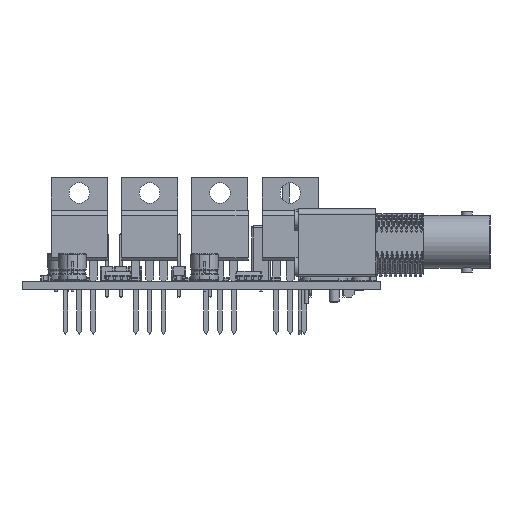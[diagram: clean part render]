
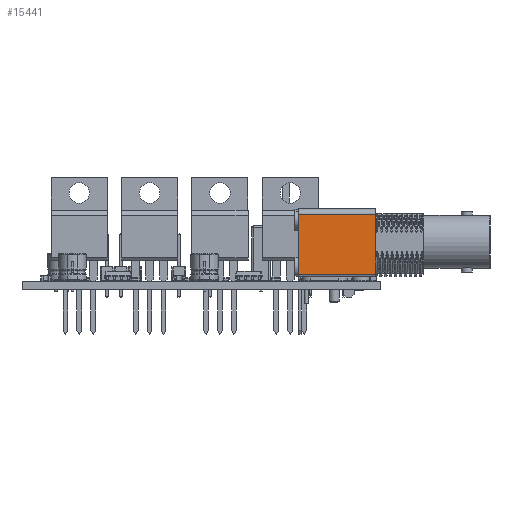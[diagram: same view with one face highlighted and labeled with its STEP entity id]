
A CAD part, left-side view. The second image highlights one B-rep face of the part: STEP entity #15441.
In plain terms, the highlighted face is planar.
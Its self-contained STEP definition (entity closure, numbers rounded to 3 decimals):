
#14547 = EDGE_CURVE('',#14548,#14550,#14552,.T.);
#14548 = VERTEX_POINT('',#14549);
#14549 = CARTESIAN_POINT('',(7.35,-1.42,12.1));
#14550 = VERTEX_POINT('',#14551);
#14551 = CARTESIAN_POINT('',(7.35,-1.42,1.2));
#14552 = LINE('',#14553,#14554);
#14553 = CARTESIAN_POINT('',(7.35,-1.42,12.1));
#14554 = VECTOR('',#14555,1.);
#14555 = DIRECTION('',(0.,0.,-1.));
#14876 = EDGE_CURVE('',#14877,#14879,#14881,.T.);
#14877 = VERTEX_POINT('',#14878);
#14878 = CARTESIAN_POINT('',(7.35,12.68,12.1));
#14879 = VERTEX_POINT('',#14880);
#14880 = CARTESIAN_POINT('',(7.35,12.68,1.2));
#14881 = LINE('',#14882,#14883);
#14882 = CARTESIAN_POINT('',(7.35,12.68,12.1));
#14883 = VECTOR('',#14884,1.);
#14884 = DIRECTION('',(0.,0.,-1.));
#15106 = EDGE_CURVE('',#14550,#14879,#15107,.T.);
#15107 = LINE('',#15108,#15109);
#15108 = CARTESIAN_POINT('',(7.35,-1.42,1.2));
#15109 = VECTOR('',#15110,1.);
#15110 = DIRECTION('',(0.,1.,0.));
#15441 = ADVANCED_FACE('',(#15442),#15453,.F.);
#15442 = FACE_BOUND('',#15443,.F.);
#15443 = EDGE_LOOP('',(#15444,#15450,#15451,#15452));
#15444 = ORIENTED_EDGE('',*,*,#15445,.T.);
#15445 = EDGE_CURVE('',#14548,#14877,#15446,.T.);
#15446 = LINE('',#15447,#15448);
#15447 = CARTESIAN_POINT('',(7.35,-1.42,12.1));
#15448 = VECTOR('',#15449,1.);
#15449 = DIRECTION('',(0.,1.,0.));
#15450 = ORIENTED_EDGE('',*,*,#14876,.T.);
#15451 = ORIENTED_EDGE('',*,*,#15106,.F.);
#15452 = ORIENTED_EDGE('',*,*,#14547,.F.);
#15453 = PLANE('',#15454);
#15454 = AXIS2_PLACEMENT_3D('',#15455,#15456,#15457);
#15455 = CARTESIAN_POINT('',(7.35,-1.42,12.1));
#15456 = DIRECTION('',(-1.,0.,0.));
#15457 = DIRECTION('',(0.,0.,-1.));
